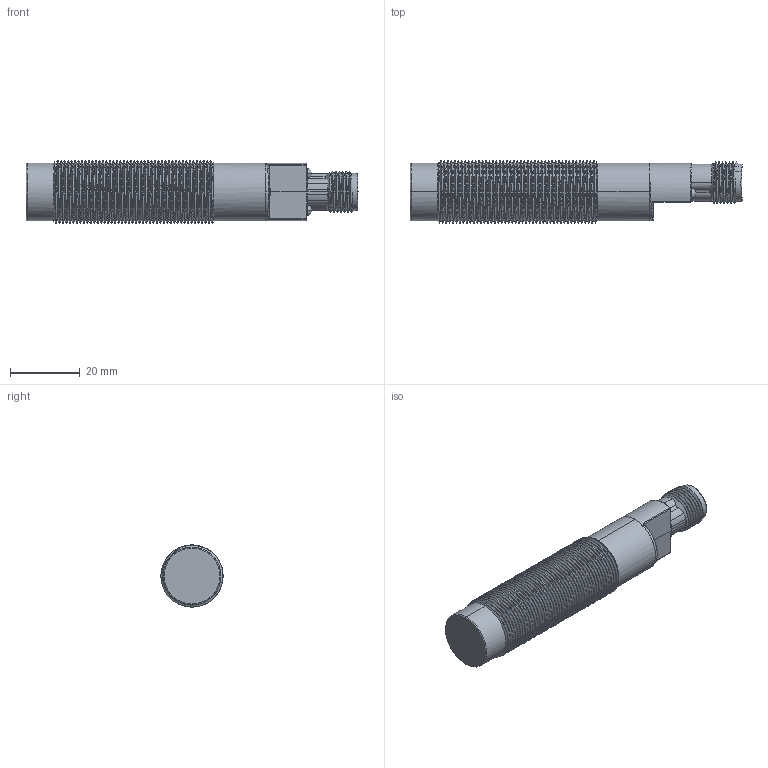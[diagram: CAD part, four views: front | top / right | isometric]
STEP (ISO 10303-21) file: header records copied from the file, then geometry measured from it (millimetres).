
FILE_DESCRIPTION((''),'2;1');
FILE_NAME('1MP6688_HOUSING-NON-FLUSH_1','2024-09-04T',('Parkey.Wang'),(''),'CREO PARAMETRIC BY PTC INC, 2015480','CREO PARAMETRIC BY PTC INC, 2015480','');
FILE_SCHEMA(('CONFIG_CONTROL_DESIGN'));
Products named in the file (1): 1MP6688_HOUSING-NON-FLUSH_1
Bounding box: 95.5 x 17.87 x 17.88 mm (x, y, z)
Volume: 18596 mm3; surface area: 8036.9 mm2
Topology: 1 solids, 1 shells, 406 faces, 1123 edges, 723 vertices
Faces by surface type: cylinder 255, bspline 68, plane 41, cone 21, torus 15, sphere 6
Entity records: 41775 total; most frequent: CARTESIAN_POINT 32704, ORIENTED_EDGE 2238, DIRECTION 1369, EDGE_CURVE 1119, VERTEX_POINT 723, B_SPLINE_CURVE_WITH_KNOTS 616, AXIS2_PLACEMENT_3D 528, EDGE_LOOP 420
